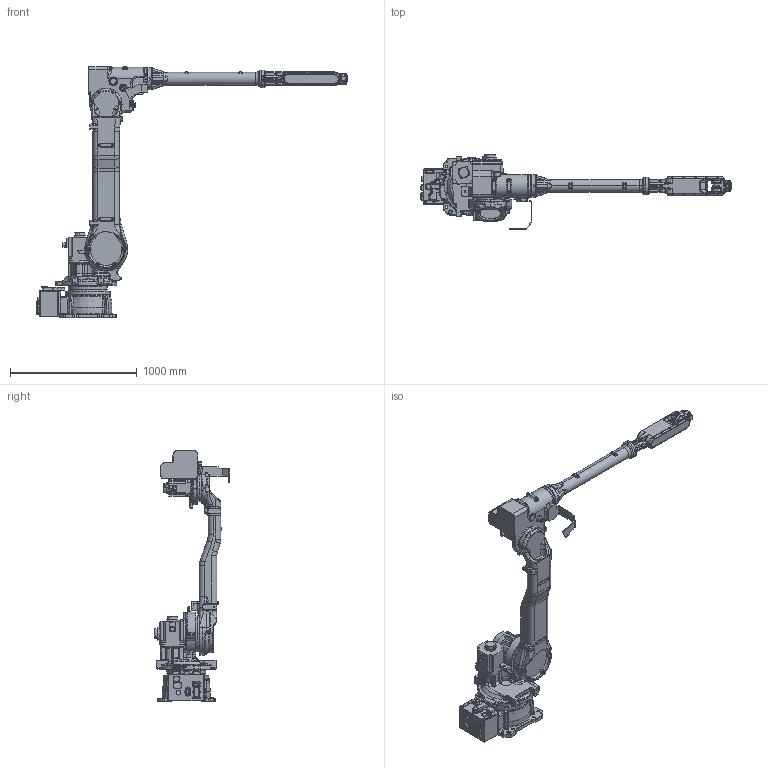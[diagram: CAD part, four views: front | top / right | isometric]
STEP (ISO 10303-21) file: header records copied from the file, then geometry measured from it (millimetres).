
FILE_DESCRIPTION(/* description */ (''),/* implementation_level */ '2;1');
FILE_NAME(/* name */ 'MH50-20-EM',/* time_stamp */ '2010-05-12T16:42:44+02:00',/* author */ (''),/* organization */ (''),/* preprocessor_version */ 'ST-DEVELOPER v9',/* originating_system */ 'UGS - NX 4.0',/* authorisation */ '');
FILE_SCHEMA (('AUTOMOTIVE_DESIGN { 1 0 10303 214 1 1 1 1 }'));
Products named in the file (1): yax0721Dap5y
Bounding box: 2453.7 x 593.5 x 1990 mm (x, y, z)
Volume: 158229040.9 mm3; surface area: 5202757.7 mm2
Topology: 7 solids, 7 shells, 5417 faces, 13340 edges, 8023 vertices
Faces by surface type: cylinder 1756, plane 1651, bspline 951, torus 628, cone 305, sphere 86, revolution 40
Full cylindrical faces by diameter (mm): 138 x1
Entity records: 278221 total; most frequent: CARTESIAN_POINT 142395, ORIENTED_EDGE 26402, EDGE_CURVE 13201, B_SPLINE_CURVE_WITH_KNOTS 10825, DIRECTION 10753, VERTEX_POINT 8016, EDGE_LOOP 5705, PRESENTATION_STYLE_ASSIGNMENT 5421
